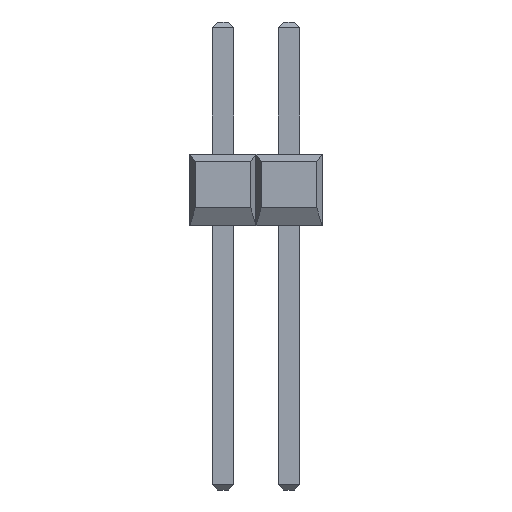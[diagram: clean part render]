
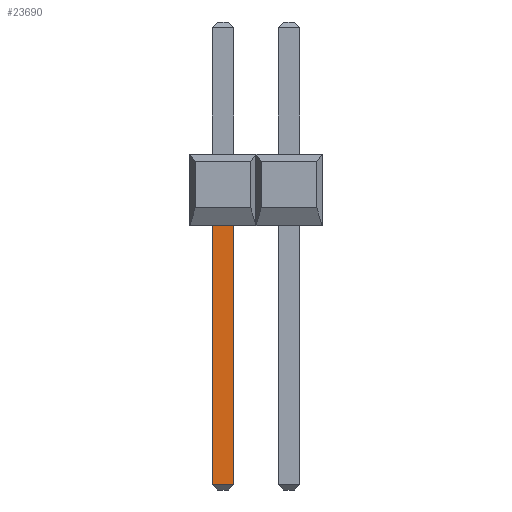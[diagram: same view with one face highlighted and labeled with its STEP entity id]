
A CAD part, left-side view. The second image highlights one B-rep face of the part: STEP entity #23690.
In plain terms, the highlighted planar face has unit normal (-1, 0, 0).
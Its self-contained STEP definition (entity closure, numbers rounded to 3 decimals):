
#23556=CARTESIAN_POINT('',(-0.203,1.067,0.0));
#23555=VERTEX_POINT('',#23556);
#23574=CARTESIAN_POINT('',(-0.203,1.473,0.0));
#23573=VERTEX_POINT('',#23574);
#23582=EDGE_CURVE('',#23555,#23573,#23587,.T.);
#23587=LINE('',#23556,#23589);
#23589=VECTOR('',#23590,0.406);
#23590=DIRECTION('',(0.0,1.0,0.0));
#23652=CARTESIAN_POINT('',(-0.203,1.473,-4.978));
#23651=VERTEX_POINT('',#23652);
#23660=EDGE_CURVE('',#23573,#23651,#23665,.T.);
#23665=LINE('',#23574,#23667);
#23667=VECTOR('',#23668,4.978);
#23668=DIRECTION('',(0.0,0.0,-1.0));
#23690=ADVANCED_FACE('',(#23696),#23691,.T.);
#23691=PLANE('',#23692);
#23692=AXIS2_PLACEMENT_3D('',#23693,#23694,#23695);
#23693=CARTESIAN_POINT('',(-0.203,1.473,-4.978));
#23694=DIRECTION('',(-1.0,0.0,0.0));
#23695=DIRECTION('',(0.,0.,1.));
#23696=FACE_OUTER_BOUND('',#23697,.T.);
#23697=EDGE_LOOP('',(#23698,#23708,#23718,#23728));
#23701=CARTESIAN_POINT('',(-0.203,1.067,-4.978));
#23700=VERTEX_POINT('',#23701);
#23699=EDGE_CURVE('',#23700,#23651,#23704,.T.);
#23704=LINE('',#23701,#23706);
#23706=VECTOR('',#23707,0.406);
#23707=DIRECTION('',(0.0,1.0,0.0));
#23698=ORIENTED_EDGE('',*,*,#23699,.F.);
#23709=EDGE_CURVE('',#23555,#23700,#23714,.T.);
#23714=LINE('',#23556,#23716);
#23716=VECTOR('',#23717,4.978);
#23717=DIRECTION('',(0.0,0.0,-1.0));
#23708=ORIENTED_EDGE('',*,*,#23709,.F.);
#23718=ORIENTED_EDGE('',*,*,#23582,.T.);
#23728=ORIENTED_EDGE('',*,*,#23660,.T.);
